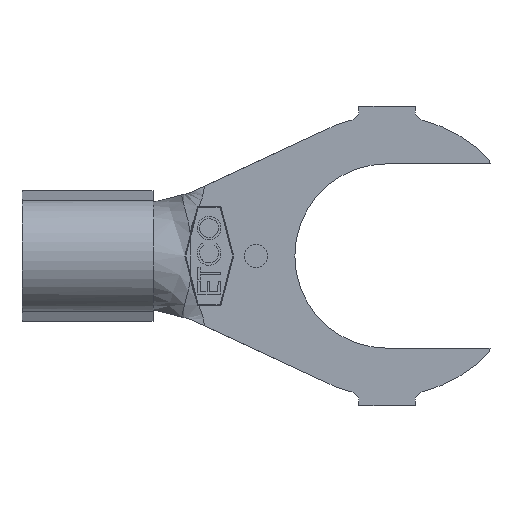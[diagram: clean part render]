
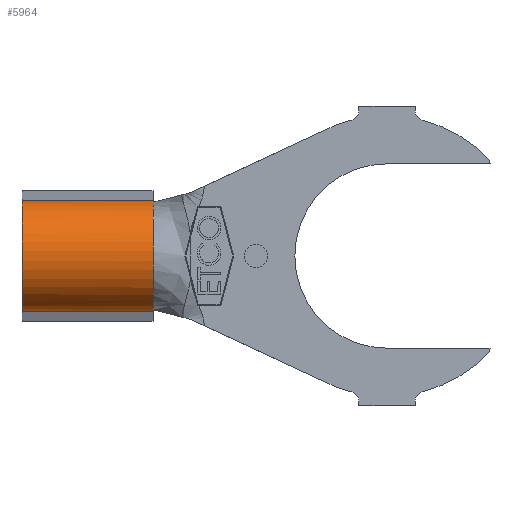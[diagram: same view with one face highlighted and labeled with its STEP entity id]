
A CAD part, front view. The second image highlights one B-rep face of the part: STEP entity #5964.
In plain terms, the highlighted cylindrical face has radius 1.524 mm (diameter 3.048 mm), a partial arc.
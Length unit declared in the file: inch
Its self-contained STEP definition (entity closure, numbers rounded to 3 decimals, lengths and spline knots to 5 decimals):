
#96 = B_SPLINE_CURVE_WITH_KNOTS ( 'NONE', 3,
 ( #4282, #6279, #1769, #3775 ),
 .UNSPECIFIED., .F., .F.,
 ( 4, 4 ),
 ( 0., 0.00012 ),
 .UNSPECIFIED. ) ;
#107 = ORIENTED_EDGE ( 'NONE', *, *, #2020, .F. ) ;
#130 = CARTESIAN_POINT ( 'NONE',  ( -0.25, 0.06, 0. ) ) ;
#172 = CARTESIAN_POINT ( 'NONE',  ( -0.39, 0.06, 0. ) ) ;
#332 = AXIS2_PLACEMENT_3D ( 'NONE', #2457, #4476, #6471 ) ;
#409 = EDGE_CURVE ( 'NONE', #6127, #2671, #2300, .T. ) ;
#483 = EDGE_CURVE ( 'NONE', #3726, #3784, #4745, .T. ) ;
#527 = EDGE_CURVE ( 'NONE', #1466, #6127, #4110, .T. ) ;
#534 = CARTESIAN_POINT ( 'NONE',  ( -0.25, 0.04433, 0.05799 ) ) ;
#538 = ORIENTED_EDGE ( 'NONE', *, *, #409, .F. ) ;
#603 = B_SPLINE_CURVE_WITH_KNOTS ( 'NONE', 3,
 ( #4063, #6062, #1558, #3561 ),
 .UNSPECIFIED., .F., .F.,
 ( 4, 4 ),
 ( 0.00003, 0.00026 ),
 .UNSPECIFIED. ) ;
#825 = CARTESIAN_POINT ( 'NONE',  ( -0.25, 0.0508, 0.05929 ) ) ;
#844 = CARTESIAN_POINT ( 'NONE',  ( -0.24646, 0.03982, -0.05651 ) ) ;
#1051 = EDGE_CURVE ( 'NONE', #6228, #2158, #603, .T. ) ;
#1154 = DIRECTION ( 'NONE',  ( 1., 0., 0. ) ) ;
#1180 = B_SPLINE_CURVE_WITH_KNOTS ( 'NONE', 3,
 ( #1341, #3350, #5366, #844 ),
 .UNSPECIFIED., .F., .F.,
 ( 4, 4 ),
 ( 0.00047, 0.00059 ),
 .UNSPECIFIED. ) ;
#1264 = ORIENTED_EDGE ( 'NONE', *, *, #2128, .F. ) ;
#1277 = AXIS2_PLACEMENT_3D ( 'NONE', #130, #2136, #4156 ) ;
#1341 = CARTESIAN_POINT ( 'NONE',  ( -0.25, 0.04286, -0.0575 ) ) ;
#1466 = VERTEX_POINT ( 'NONE', #825 ) ;
#1473 = CARTESIAN_POINT ( 'NONE',  ( -0.25, 0.0472, -0.05862 ) ) ;
#1558 = CARTESIAN_POINT ( 'NONE',  ( -0.25, 0.04433, -0.05799 ) ) ;
#1587 = CARTESIAN_POINT ( 'NONE',  ( -0.39, 0.06, 0. ) ) ;
#1718 = AXIS2_PLACEMENT_3D ( 'NONE', #2442, #4460, #6456 ) ;
#1769 = CARTESIAN_POINT ( 'NONE',  ( -0.24885, 0.04181, 0.05719 ) ) ;
#1809 = ORIENTED_EDGE ( 'NONE', *, *, #4843, .F. ) ;
#1813 = DIRECTION ( 'NONE',  ( 1., 0., 0. ) ) ;
#1880 = VERTEX_POINT ( 'NONE', #1907 ) ;
#1907 = CARTESIAN_POINT ( 'NONE',  ( -0.25, 0.0508, -0.05929 ) ) ;
#2020 = EDGE_CURVE ( 'NONE', #5166, #6228, #1180, .T. ) ;
#2040 = VECTOR ( 'NONE', #1154, 39.37008 ) ;
#2128 = EDGE_CURVE ( 'NONE', #2158, #1880, #4008, .T. ) ;
#2136 = DIRECTION ( 'NONE',  ( 1., 0., 0. ) ) ;
#2158 = VERTEX_POINT ( 'NONE', #1473 ) ;
#2173 = DIRECTION ( 'NONE',  ( 1., 0., 0. ) ) ;
#2268 = CARTESIAN_POINT ( 'NONE',  ( -0.24646, 0.03982, -0.05651 ) ) ;
#2300 = B_SPLINE_CURVE_WITH_KNOTS ( 'NONE', 3,
 ( #5051, #534, #2543, #4557 ),
 .UNSPECIFIED., .F., .F.,
 ( 4, 4 ),
 ( 0.00138, 0.0016 ),
 .UNSPECIFIED. ) ;
#2340 = EDGE_LOOP ( 'NONE', ( #4435, #3170, #3587, #5275, #1264, #2594, #107, #4703, #1809, #538 ) ) ;
#2442 = CARTESIAN_POINT ( 'NONE',  ( -0.25, 0.06, 0. ) ) ;
#2457 = CARTESIAN_POINT ( 'NONE',  ( -0.25, 0.06, 0. ) ) ;
#2543 = CARTESIAN_POINT ( 'NONE',  ( -0.24869, 0.0416, 0.05714 ) ) ;
#2594 = ORIENTED_EDGE ( 'NONE', *, *, #1051, .F. ) ;
#2670 = FACE_OUTER_BOUND ( 'NONE', #2340, .T. ) ;
#2671 = VERTEX_POINT ( 'NONE', #4080 ) ;
#2681 = CARTESIAN_POINT ( 'NONE',  ( -0.25, 0.04286, -0.0575 ) ) ;
#3170 = ORIENTED_EDGE ( 'NONE', *, *, #5960, .F. ) ;
#3350 = CARTESIAN_POINT ( 'NONE',  ( -0.24885, 0.04181, -0.05719 ) ) ;
#3561 = CARTESIAN_POINT ( 'NONE',  ( -0.25, 0.0472, -0.05862 ) ) ;
#3578 = AXIS2_PLACEMENT_3D ( 'NONE', #1587, #3590, #5605 ) ;
#3587 = ORIENTED_EDGE ( 'NONE', *, *, #483, .T. ) ;
#3590 = DIRECTION ( 'NONE',  ( 1., 0., 0. ) ) ;
#3648 = LINE ( 'NONE', #5664, #2040 ) ;
#3722 = AXIS2_PLACEMENT_3D ( 'NONE', #172, #2173, #4192 ) ;
#3726 = VERTEX_POINT ( 'NONE', #6485 ) ;
#3775 = CARTESIAN_POINT ( 'NONE',  ( -0.25, 0.04286, 0.0575 ) ) ;
#3784 = VERTEX_POINT ( 'NONE', #5542 ) ;
#3914 = EDGE_CURVE ( 'NONE', #3784, #1880, #4328, .T. ) ;
#4008 = CIRCLE ( 'NONE', #332, 0.06 ) ;
#4063 = CARTESIAN_POINT ( 'NONE',  ( -0.24646, 0.03982, -0.05651 ) ) ;
#4080 = CARTESIAN_POINT ( 'NONE',  ( -0.24646, 0.03982, 0.05651 ) ) ;
#4110 = CIRCLE ( 'NONE', #1277, 0.06 ) ;
#4156 = DIRECTION ( 'NONE',  ( 0., 0., -1. ) ) ;
#4192 = DIRECTION ( 'NONE',  ( 0., 0., -1. ) ) ;
#4282 = CARTESIAN_POINT ( 'NONE',  ( -0.24646, 0.03982, 0.05651 ) ) ;
#4328 = LINE ( 'NONE', #6323, #4466 ) ;
#4435 = ORIENTED_EDGE ( 'NONE', *, *, #527, .F. ) ;
#4460 = DIRECTION ( 'NONE',  ( 1., 0., 0. ) ) ;
#4466 = VECTOR ( 'NONE', #1813, 39.37008 ) ;
#4476 = DIRECTION ( 'NONE',  ( 1., 0., 0. ) ) ;
#4479 = EDGE_CURVE ( 'NONE', #5687, #5166, #4570, .T. ) ;
#4557 = CARTESIAN_POINT ( 'NONE',  ( -0.24646, 0.03982, 0.05651 ) ) ;
#4570 = CIRCLE ( 'NONE', #1718, 0.06 ) ;
#4685 = CYLINDRICAL_SURFACE ( 'NONE', #3722, 0.06 ) ;
#4697 = CARTESIAN_POINT ( 'NONE',  ( -0.25, 0.04286, 0.0575 ) ) ;
#4703 = ORIENTED_EDGE ( 'NONE', *, *, #4479, .F. ) ;
#4745 = CIRCLE ( 'NONE', #3578, 0.06 ) ;
#4843 = EDGE_CURVE ( 'NONE', #2671, #5687, #96, .T. ) ;
#5051 = CARTESIAN_POINT ( 'NONE',  ( -0.25, 0.0472, 0.05862 ) ) ;
#5131 = CARTESIAN_POINT ( 'NONE',  ( -0.25, 0.0472, 0.05862 ) ) ;
#5166 = VERTEX_POINT ( 'NONE', #2681 ) ;
#5275 = ORIENTED_EDGE ( 'NONE', *, *, #3914, .T. ) ;
#5366 = CARTESIAN_POINT ( 'NONE',  ( -0.24768, 0.04079, -0.05685 ) ) ;
#5542 = CARTESIAN_POINT ( 'NONE',  ( -0.39, 0.0508, -0.05929 ) ) ;
#5605 = DIRECTION ( 'NONE',  ( 0., 0., -1. ) ) ;
#5664 = CARTESIAN_POINT ( 'NONE',  ( -0.39, 0.0508, 0.05929 ) ) ;
#5687 = VERTEX_POINT ( 'NONE', #4697 ) ;
#5960 = EDGE_CURVE ( 'NONE', #3726, #1466, #3648, .T. ) ;
#5964 = ADVANCED_FACE ( 'NONE', ( #2670 ), #4685, .T. ) ;
#6062 = CARTESIAN_POINT ( 'NONE',  ( -0.24867, 0.04159, -0.05714 ) ) ;
#6127 = VERTEX_POINT ( 'NONE', #5131 ) ;
#6228 = VERTEX_POINT ( 'NONE', #2268 ) ;
#6279 = CARTESIAN_POINT ( 'NONE',  ( -0.24768, 0.04079, 0.05685 ) ) ;
#6323 = CARTESIAN_POINT ( 'NONE',  ( -0.39, 0.0508, -0.05929 ) ) ;
#6456 = DIRECTION ( 'NONE',  ( 0., 0., -1. ) ) ;
#6471 = DIRECTION ( 'NONE',  ( 0., 0., -1. ) ) ;
#6485 = CARTESIAN_POINT ( 'NONE',  ( -0.39, 0.0508, 0.05929 ) ) ;
